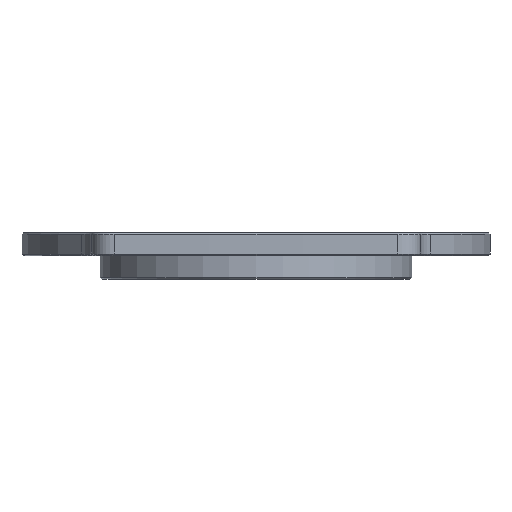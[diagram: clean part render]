
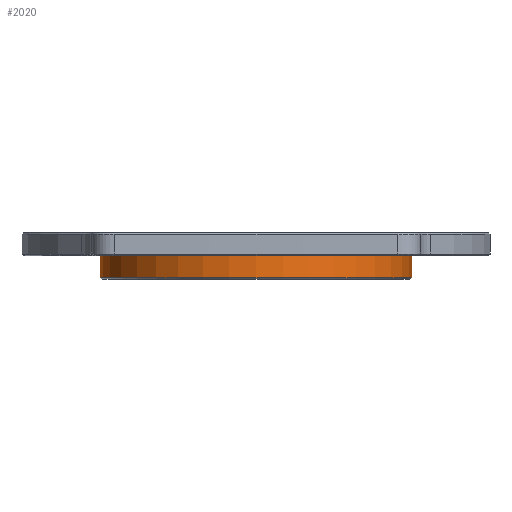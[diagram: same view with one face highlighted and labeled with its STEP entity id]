
A CAD part, front view. The second image highlights one B-rep face of the part: STEP entity #2020.
In plain terms, the highlighted cylindrical face has radius 19.9 mm (diameter 39.8 mm), a full revolution.
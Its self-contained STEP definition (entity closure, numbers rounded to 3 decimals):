
#433=ORIENTED_EDGE('',*,*,#1003,.T.);
#434=ORIENTED_EDGE('',*,*,#1004,.T.);
#1003=EDGE_CURVE('',#1288,#1288,#1475,.T.);
#1004=EDGE_CURVE('',#1289,#1289,#1476,.F.);
#1288=VERTEX_POINT('',#3146);
#1289=VERTEX_POINT('',#3148);
#1475=CIRCLE('',#2183,19.9);
#1476=CIRCLE('',#2184,19.9);
#1603=EDGE_LOOP('',(#433));
#1604=EDGE_LOOP('',(#434));
#1795=FACE_BOUND('',#1603,.T.);
#1796=FACE_BOUND('',#1604,.T.);
#1982=CYLINDRICAL_SURFACE('',#2182,19.9);
#2020=ADVANCED_FACE('',(#1795,#1796),#1982,.T.);
#2182=AXIS2_PLACEMENT_3D('',#3144,#2473,#2474);
#2183=AXIS2_PLACEMENT_3D('',#3145,#2475,#2476);
#2184=AXIS2_PLACEMENT_3D('',#3147,#2477,#2478);
#2473=DIRECTION('',(0.,0.,-1.));
#2474=DIRECTION('',(-1.,0.,0.));
#2475=DIRECTION('',(0.,0.,1.));
#2476=DIRECTION('',(1.,0.,0.));
#2477=DIRECTION('',(0.,0.,1.));
#2478=DIRECTION('',(1.,0.,0.));
#3144=CARTESIAN_POINT('',(0.,0.,21.083));
#3145=CARTESIAN_POINT('',(0.,0.,-4.25));
#3146=CARTESIAN_POINT('',(19.9,0.,-4.25));
#3147=CARTESIAN_POINT('',(0.,0.,-1.5));
#3148=CARTESIAN_POINT('',(19.9,0.,-1.5));
